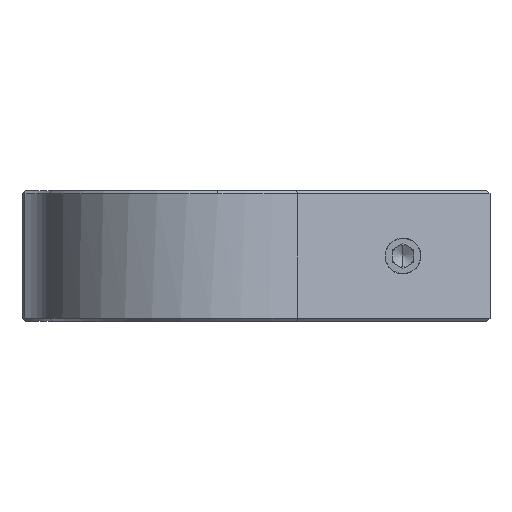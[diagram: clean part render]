
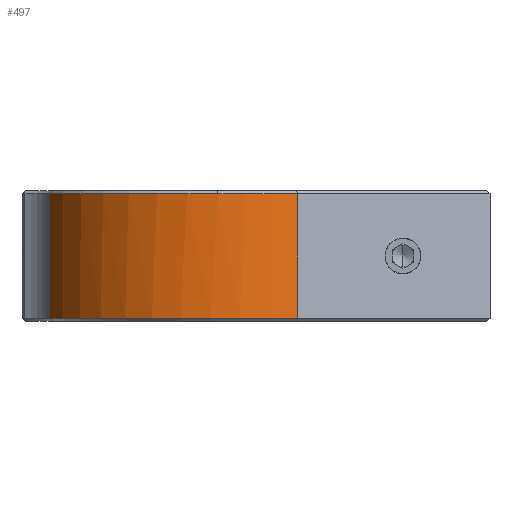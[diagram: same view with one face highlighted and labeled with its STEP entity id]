
A CAD part, left-side view. The second image highlights one B-rep face of the part: STEP entity #497.
In plain terms, the highlighted cylindrical face has radius 16.5 mm (diameter 33 mm), a partial arc.
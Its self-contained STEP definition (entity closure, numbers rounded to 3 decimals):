
#255 = CARTESIAN_POINT ( 'NONE',  ( -16.5, 0., -0.3 ) ) ;
#325 = CARTESIAN_POINT ( 'NONE',  ( 0., 0., -12. ) ) ;
#497 = ADVANCED_FACE ( 'NONE', ( #11369 ), #533, .T. ) ;
#533 = CYLINDRICAL_SURFACE ( 'NONE', #7031, 16.5 ) ;
#535 = EDGE_CURVE ( 'NONE', #7798, #7321, #13542, .T. ) ;
#564 = DIRECTION ( 'NONE',  ( 0., 0., 1. ) ) ;
#814 = CIRCLE ( 'NONE', #11352, 16.5 ) ;
#1473 = VERTEX_POINT ( 'NONE', #3836 ) ;
#1840 = AXIS2_PLACEMENT_3D ( 'NONE', #7749, #6804, #11041 ) ;
#1865 = DIRECTION ( 'NONE',  ( 0., 0., -1. ) ) ;
#2787 = LINE ( 'NONE', #4097, #11954 ) ;
#3432 = CARTESIAN_POINT ( 'NONE',  ( -14.776, -7.344, -0.3 ) ) ;
#3457 = AXIS2_PLACEMENT_3D ( 'NONE', #3841, #12268, #6908 ) ;
#3836 = CARTESIAN_POINT ( 'NONE',  ( -5.769, 15.459, -0.3 ) ) ;
#3841 = CARTESIAN_POINT ( 'NONE',  ( 0., 0., -0.3 ) ) ;
#4097 = CARTESIAN_POINT ( 'NONE',  ( -5.769, 15.459, -12. ) ) ;
#4165 = EDGE_CURVE ( 'NONE', #12620, #1473, #6203, .T. ) ;
#4197 = ORIENTED_EDGE ( 'NONE', *, *, #535, .T. ) ;
#4853 = CARTESIAN_POINT ( 'NONE',  ( -14.776, -7.344, -12. ) ) ;
#5558 = EDGE_CURVE ( 'NONE', #7321, #12620, #814, .T. ) ;
#5598 = EDGE_CURVE ( 'NONE', #1473, #9955, #2787, .T. ) ;
#5727 = ORIENTED_EDGE ( 'NONE', *, *, #4165, .T. ) ;
#5906 = DIRECTION ( 'NONE',  ( 1., 0., 0. ) ) ;
#5922 = ORIENTED_EDGE ( 'NONE', *, *, #11603, .T. ) ;
#6203 = CIRCLE ( 'NONE', #3457, 16.5 ) ;
#6423 = EDGE_LOOP ( 'NONE', ( #4197, #12741, #5727, #12779, #5922 ) ) ;
#6751 = DIRECTION ( 'NONE',  ( 0., 0., 1. ) ) ;
#6804 = DIRECTION ( 'NONE',  ( 0., 0., 1. ) ) ;
#6908 = DIRECTION ( 'NONE',  ( -1., 0., 0. ) ) ;
#7031 = AXIS2_PLACEMENT_3D ( 'NONE', #325, #6751, #5906 ) ;
#7080 = DIRECTION ( 'NONE',  ( -1., 0., 0. ) ) ;
#7267 = CIRCLE ( 'NONE', #1840, 16.5 ) ;
#7321 = VERTEX_POINT ( 'NONE', #3432 ) ;
#7560 = CARTESIAN_POINT ( 'NONE',  ( -5.769, 15.459, -11.7 ) ) ;
#7749 = CARTESIAN_POINT ( 'NONE',  ( 0., 0., -11.7 ) ) ;
#7798 = VERTEX_POINT ( 'NONE', #13029 ) ;
#9955 = VERTEX_POINT ( 'NONE', #7560 ) ;
#11041 = DIRECTION ( 'NONE',  ( -1., 0., 0. ) ) ;
#11307 = CARTESIAN_POINT ( 'NONE',  ( 0., 0., -0.3 ) ) ;
#11352 = AXIS2_PLACEMENT_3D ( 'NONE', #11307, #1865, #7080 ) ;
#11369 = FACE_OUTER_BOUND ( 'NONE', #6423, .T. ) ;
#11603 = EDGE_CURVE ( 'NONE', #9955, #7798, #7267, .T. ) ;
#11954 = VECTOR ( 'NONE', #13697, 1000. ) ;
#12268 = DIRECTION ( 'NONE',  ( 0., 0., -1. ) ) ;
#12620 = VERTEX_POINT ( 'NONE', #255 ) ;
#12741 = ORIENTED_EDGE ( 'NONE', *, *, #5558, .T. ) ;
#12779 = ORIENTED_EDGE ( 'NONE', *, *, #5598, .T. ) ;
#13029 = CARTESIAN_POINT ( 'NONE',  ( -14.776, -7.344, -11.7 ) ) ;
#13370 = VECTOR ( 'NONE', #564, 1000. ) ;
#13542 = LINE ( 'NONE', #4853, #13370 ) ;
#13697 = DIRECTION ( 'NONE',  ( 0., 0., -1. ) ) ;
